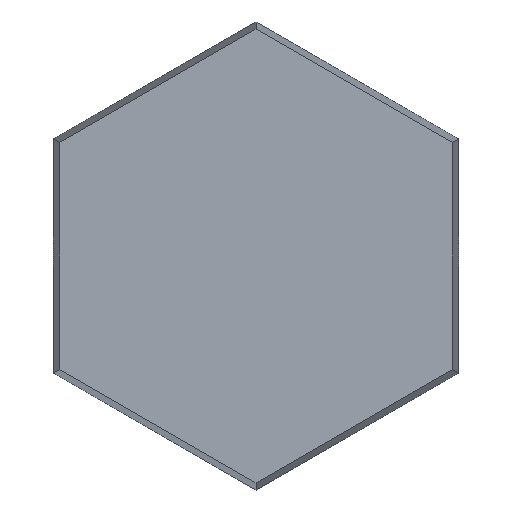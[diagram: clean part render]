
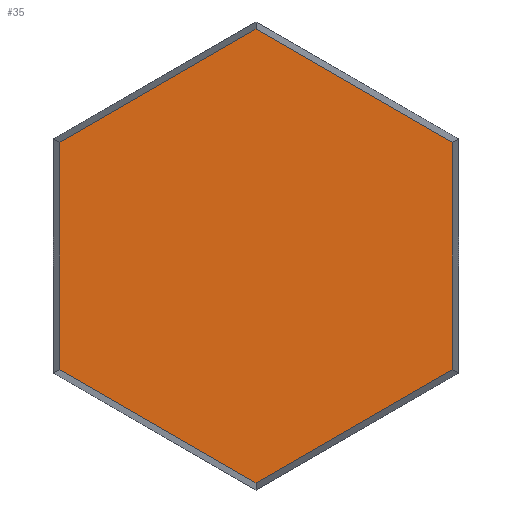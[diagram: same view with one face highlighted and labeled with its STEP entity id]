
A CAD part, front view. The second image highlights one B-rep face of the part: STEP entity #35.
In plain terms, the highlighted planar face has unit normal (0, -1, 0).
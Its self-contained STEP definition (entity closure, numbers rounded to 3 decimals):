
#35 = ADVANCED_FACE( '', ( #74 ), #75, .F. );
#74 = FACE_OUTER_BOUND( '', #117, .T. );
#75 = PLANE( '', #118 );
#117 = EDGE_LOOP( '', ( #154, #155, #156, #157, #158, #159 ) );
#118 = AXIS2_PLACEMENT_3D( '', #160, #161, #162 );
#154 = ORIENTED_EDGE( '', *, *, #240, .F. );
#155 = ORIENTED_EDGE( '', *, *, #241, .F. );
#156 = ORIENTED_EDGE( '', *, *, #242, .F. );
#157 = ORIENTED_EDGE( '', *, *, #243, .F. );
#158 = ORIENTED_EDGE( '', *, *, #244, .F. );
#159 = ORIENTED_EDGE( '', *, *, #245, .F. );
#160 = CARTESIAN_POINT( '', ( 0., 0., 0. ) );
#161 = DIRECTION( '', ( 0., 1., 0. ) );
#162 = DIRECTION( '', ( 0., 0., 1. ) );
#240 = EDGE_CURVE( '', #272, #273, #274, .T. );
#241 = EDGE_CURVE( '', #275, #272, #276, .T. );
#242 = EDGE_CURVE( '', #277, #275, #278, .T. );
#243 = EDGE_CURVE( '', #279, #277, #280, .T. );
#244 = EDGE_CURVE( '', #281, #279, #282, .T. );
#245 = EDGE_CURVE( '', #273, #281, #283, .T. );
#272 = VERTEX_POINT( '', #319 );
#273 = VERTEX_POINT( '', #320 );
#274 = LINE( '', #321, #322 );
#275 = VERTEX_POINT( '', #323 );
#276 = LINE( '', #324, #325 );
#277 = VERTEX_POINT( '', #326 );
#278 = LINE( '', #327, #328 );
#279 = VERTEX_POINT( '', #329 );
#280 = LINE( '', #330, #331 );
#281 = VERTEX_POINT( '', #332 );
#282 = LINE( '', #333, #334 );
#283 = LINE( '', #335, #336 );
#319 = CARTESIAN_POINT( '', ( -9.694, 0., -5.597 ) );
#320 = CARTESIAN_POINT( '', ( -9.694, 0., 5.597 ) );
#321 = CARTESIAN_POINT( '', ( -9.694, 0., 0. ) );
#322 = VECTOR( '', #383, 1000. );
#323 = CARTESIAN_POINT( '', ( 0., 0., -11.194 ) );
#324 = CARTESIAN_POINT( '', ( -4.847, 0., -8.396 ) );
#325 = VECTOR( '', #384, 1000. );
#326 = CARTESIAN_POINT( '', ( 9.694, 0., -5.597 ) );
#327 = CARTESIAN_POINT( '', ( 4.847, 0., -8.396 ) );
#328 = VECTOR( '', #385, 1000. );
#329 = CARTESIAN_POINT( '', ( 9.694, 0., 5.597 ) );
#330 = CARTESIAN_POINT( '', ( 9.694, 0., 0. ) );
#331 = VECTOR( '', #386, 1000. );
#332 = CARTESIAN_POINT( '', ( 0., 0., 11.194 ) );
#333 = CARTESIAN_POINT( '', ( 4.847, 0., 8.396 ) );
#334 = VECTOR( '', #387, 1000. );
#335 = CARTESIAN_POINT( '', ( -4.847, 0., 8.396 ) );
#336 = VECTOR( '', #388, 1000. );
#383 = DIRECTION( '', ( 0., 0., 1. ) );
#384 = DIRECTION( '', ( -0.866, 0., 0.5 ) );
#385 = DIRECTION( '', ( -0.866, 0., -0.5 ) );
#386 = DIRECTION( '', ( 0., 0., -1. ) );
#387 = DIRECTION( '', ( 0.866, 0., -0.5 ) );
#388 = DIRECTION( '', ( 0.866, 0., 0.5 ) );
